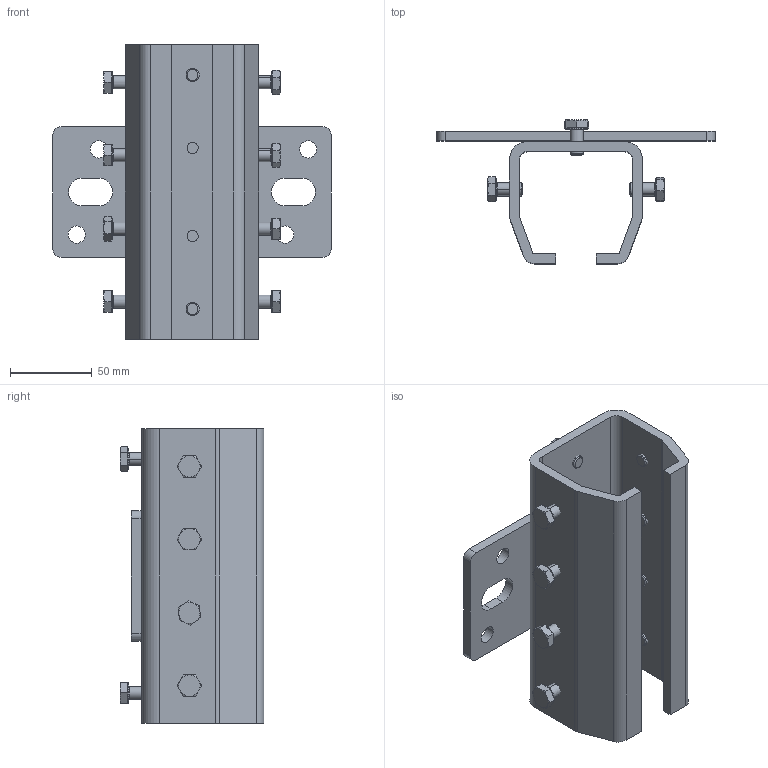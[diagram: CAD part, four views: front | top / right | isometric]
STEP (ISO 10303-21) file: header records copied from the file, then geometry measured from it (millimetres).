
FILE_DESCRIPTION (( 'STEP AP203' ), '1' );
FILE_NAME ('25.B30 assy ikl rev.STEP', '2018-03-19T09:01:21', ( '' ), ( '' ), 'SwSTEP 2.0', 'SolidWorks 2017', '' );
FILE_SCHEMA (( 'CONFIG_CONTROL_DESIGN' ));
Length unit declared in the file: millimetre
Products named in the file (3): 25.B30; screw M8x16_ISO 4017 - M8 x 16-N; 25.B30 assy ikl rev
Assembly tree (11 placements, depth 2):
  25.B30 assy ikl rev
    25.B30
    screw M8x16_ISO 4017 - M8 x 16-N  x10
Bounding box: 170 x 87.8 x 180 mm (x, y, z)
Volume: 345661.7 mm3; surface area: 130439.8 mm2
Topology: 12 solids, 12 shells, 393 faces, 879 edges, 526 vertices
Faces by surface type: plane 181, cylinder 100, cone 80, torus 20, bspline 12
Entity records: 5089 total; most frequent: CARTESIAN_POINT 1151, DIRECTION 754, ORIENTED_EDGE 678, EDGE_CURVE 339, AXIS2_PLACEMENT_3D 299, VERTEX_POINT 220, EDGE_LOOP 175, CIRCLE 165
